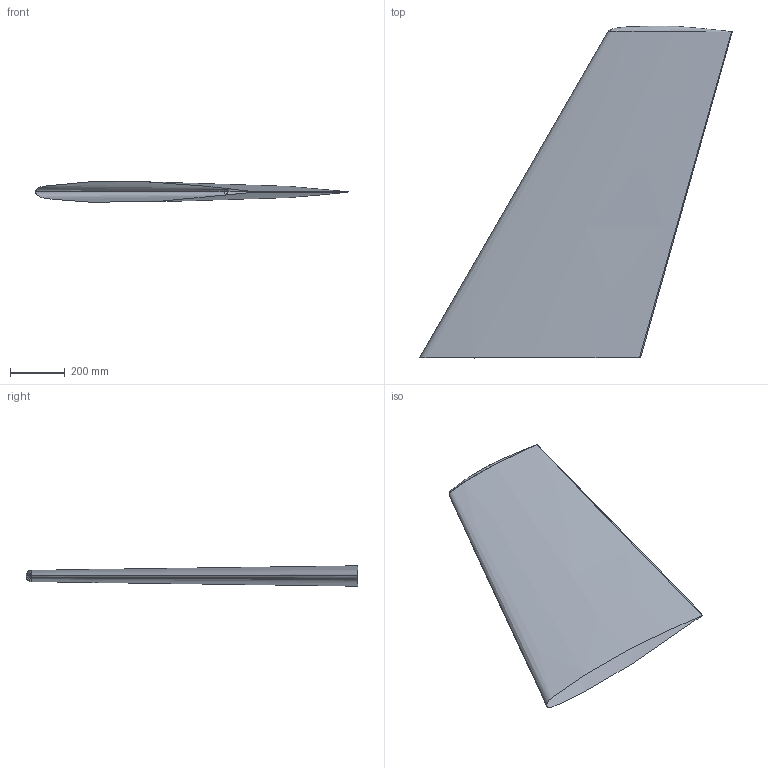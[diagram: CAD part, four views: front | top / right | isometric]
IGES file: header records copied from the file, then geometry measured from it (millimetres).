
Start section: START RECORD GO HERE.
Global section: file name: AileM6_with_sharp_TE.igs; native system: DASSAULT SYSTEMES CATIA V5 R21 - www.3ds.com; preprocessor: CATIA Version 5 Release 21 SP 5 ; author: adumont; organization: ONL; date: 20160126.160907; units: millimetre
Bounding box: 1146.57 x 1217.33 x 74.6 mm (x, y, z)
Surface area: 1566875.9 mm2 (no closed solid volume)
Topology: 0 solids, 0 shells, 10 faces, 38 edges, 38 vertices
Faces by surface type: bspline 10
